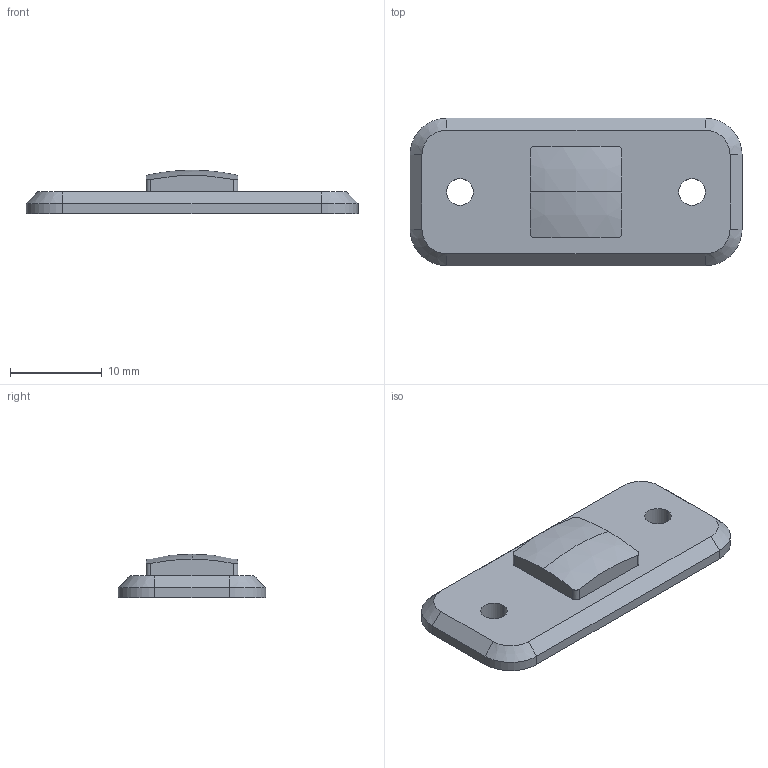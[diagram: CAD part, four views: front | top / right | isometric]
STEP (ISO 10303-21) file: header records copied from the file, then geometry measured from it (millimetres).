
FILE_DESCRIPTION (( 'STEP AP214' ), '1' );
FILE_NAME ('C116AA.STEP', '2022-09-30T13:32:38', ( '' ), ( '' ), 'SwSTEP 2.0', 'SolidWorks 2021', '' );
FILE_SCHEMA (( 'AUTOMOTIVE_DESIGN' ));
Length unit declared in the file: millimetre
Products named in the file (1): C116AA
Bounding box: 36.2 x 16.09 x 4.75 mm (x, y, z)
Volume: 1322.3 mm3; surface area: 1408.7 mm2
Topology: 1 solids, 1 shells, 36 faces, 88 edges, 56 vertices
Faces by surface type: plane 14, cylinder 12, sphere 4, cone 4, torus 2
Entity records: 1122 total; most frequent: CARTESIAN_POINT 201, DIRECTION 198, ORIENTED_EDGE 176, EDGE_CURVE 88, AXIS2_PLACEMENT_3D 77, VERTEX_POINT 56, VECTOR 44, LINE 44
